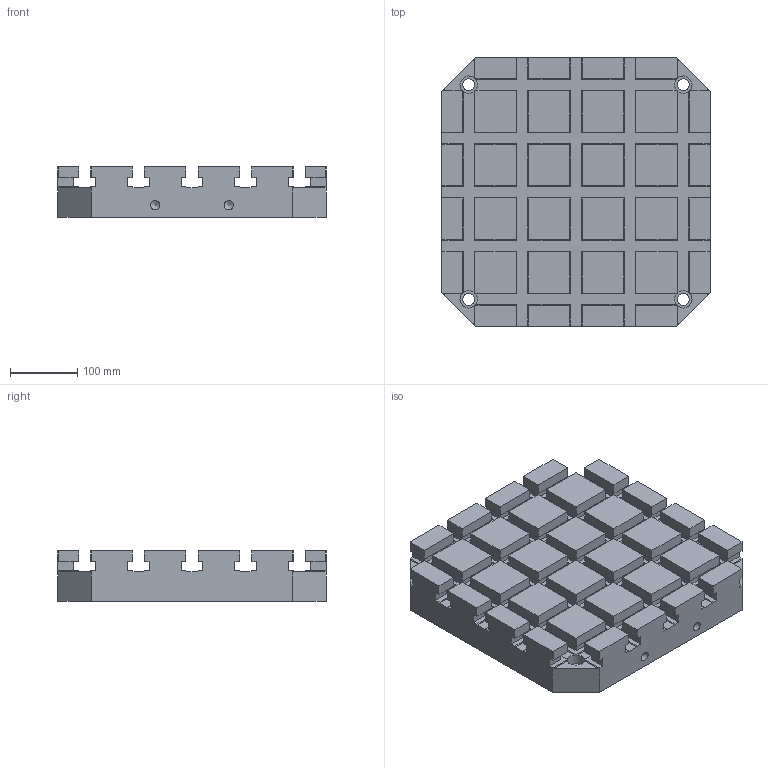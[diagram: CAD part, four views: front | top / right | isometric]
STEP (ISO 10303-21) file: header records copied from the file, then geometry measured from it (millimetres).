
FILE_DESCRIPTION( ( 'Unknown' ), '1' );
FILE_NAME( 'BP06-75400-0400-18.stp', 'Unknown', ( 'S.C.H' ), ( 'Unknown' ), 'XStep 1.0', 'Unknown', ' ' );
FILE_SCHEMA( ( 'CONFIG_CONTROL_DESIGN' ) );
Length unit declared in the file: millimetre
Products named in the file (1): 1
Bounding box: 400 x 400 x 75 mm (x, y, z)
Volume: 9088421.6 mm3; surface area: 652488.7 mm2
Topology: 1 solids, 1 shells, 484 faces, 1318 edges, 880 vertices
Faces by surface type: plane 458, cylinder 23, cone 3
Full cylindrical faces by diameter (mm): 14 x3, 18 x4, 26 x4
Entity records: 14920 total; most frequent: CARTESIAN_POINT 2644, ORIENTED_EDGE 2580, DIRECTION 2350, EDGE_CURVE 1290, LINE 1200, VECTOR 1200, VERTEX_POINT 869, AXIS2_PLACEMENT_3D 575
